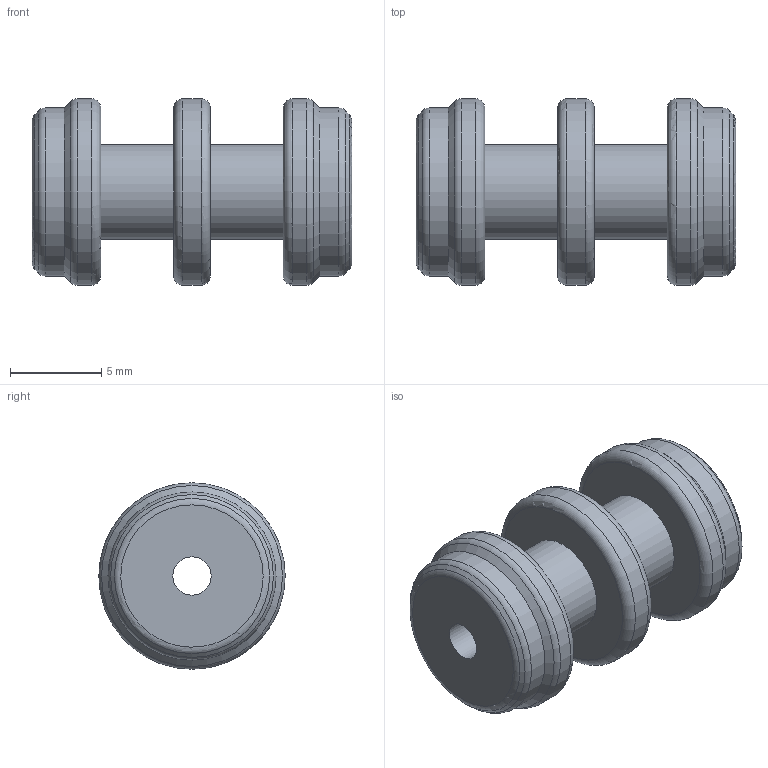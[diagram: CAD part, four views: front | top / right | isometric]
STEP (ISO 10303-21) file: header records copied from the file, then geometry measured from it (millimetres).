
FILE_DESCRIPTION(/* description */ (''),/* implementation_level */ '2;1');
FILE_NAME(/* name */ '2.75''''Small Hub.ipt.step',/* time_stamp */ '2020-04-16T23:27:30-04:00',/* author */ ('Jordan'),/* organization */ (''),/* preprocessor_version */ 'ST-DEVELOPER v17',/* originating_system */ 'Autodesk Inventor 2019',/* authorisation */ '');
FILE_SCHEMA (('AUTOMOTIVE_DESIGN { 1 0 10303 214 3 1 1 }'));
Length unit declared in the file: inch
Products named in the file (1): SMALL-HUB
Bounding box: 17.5 x 10.2 x 10.2 mm (x, y, z)
Volume: 810.4 mm3; surface area: 870.7 mm2
Topology: 1 solids, 1 shells, 28 faces, 91 edges, 69 vertices
Faces by surface type: torus 10, cylinder 8, plane 6, cone 4
Full cylindrical faces by diameter (mm): 2.1 x1, 5.2 x2, 9.2 x2, 10.2 x3
Entity records: 1801 total; most frequent: CARTESIAN_POINT 887, DIRECTION 204, ORIENTED_EDGE 182, AXIS2_PLACEMENT_3D 96, EDGE_CURVE 91, VERTEX_POINT 69, CIRCLE 63, EDGE_LOOP 34
